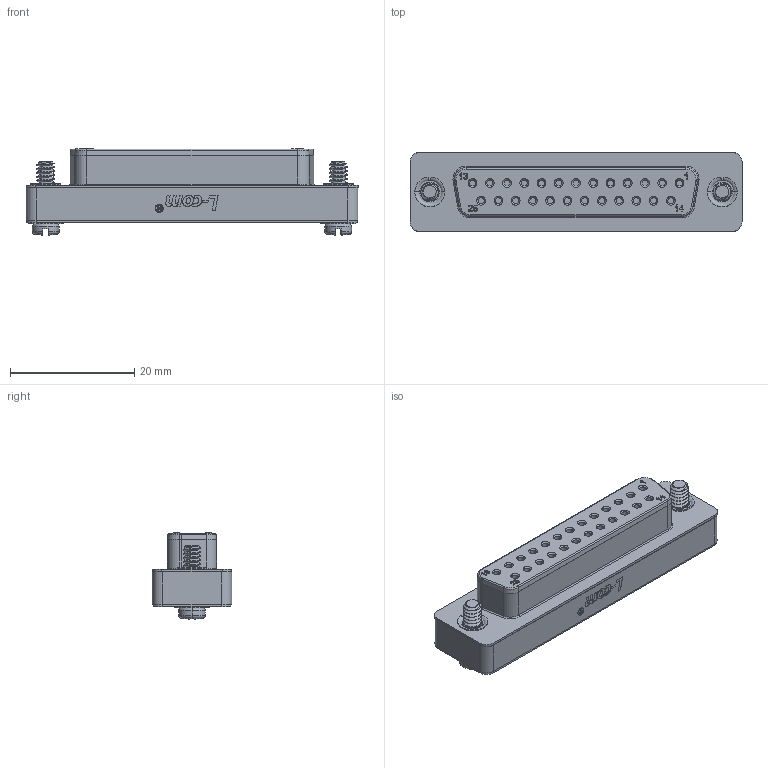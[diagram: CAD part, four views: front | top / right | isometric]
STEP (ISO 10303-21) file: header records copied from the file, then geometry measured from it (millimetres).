
FILE_DESCRIPTION (( 'STEP AP203' ), '1' );
FILE_NAME ('DML019P.STEP', '2014-10-03T12:27:46', ( 'x' ), ( '' ), 'SwSTEP 2.0', 'SolidWorks 2014', '' );
FILE_SCHEMA (( 'CONFIG_CONTROL_DESIGN' ));
Length unit declared in the file: millimetre
Products named in the file (5): DMA070MF-MA2___; DML019P-MA1_DB9; DML015P-MA5; DML015P-MA6; DML019P
Assembly tree (6 placements, depth 2):
  DML019P
    DMA070MF-MA2___
    DML019P-MA1_DB9
    DML015P-MA5  x2
    DML015P-MA6  x2
Bounding box: 53.35 x 12.75 x 13.83 mm (x, y, z)
Volume: 2674.9 mm3; surface area: 5945.5 mm2
Topology: 6 solids, 6 shells, 1235 faces, 3214 edges, 2045 vertices
Faces by surface type: plane 695, cylinder 223, bspline 145, torus 73, cone 67, sphere 32
Entity records: 39808 total; most frequent: CARTESIAN_POINT 14204, ORIENTED_EDGE 5474, DIRECTION 4706, EDGE_CURVE 2737, VECTOR 1948, LINE 1948, VERTEX_POINT 1766, AXIS2_PLACEMENT_3D 1379
